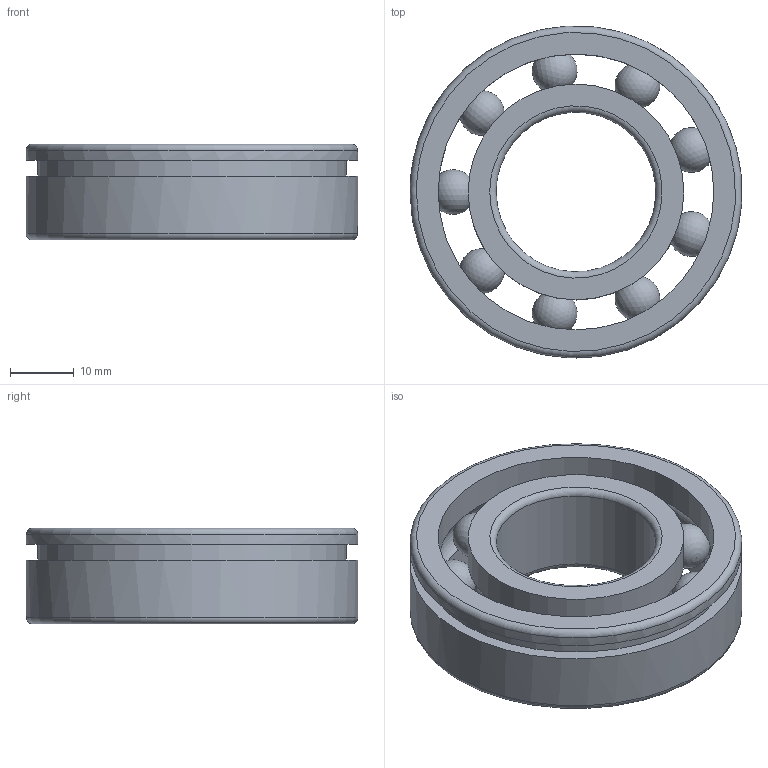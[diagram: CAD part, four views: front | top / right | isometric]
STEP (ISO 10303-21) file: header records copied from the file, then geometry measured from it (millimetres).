
FILE_DESCRIPTION( ('This file contains a STEP AP42 implementation' ,'as created by ZW3D STEP Interface translator.' ,'') ,'2;1' );
FILE_NAME( '蚾沓攫粣粣創.iam.stp' ,'251027.114759', (''), ('ZWCAD Software Co.'), 'Version 1.0', 'ZW3D to STEP translator', '' );
FILE_SCHEMA(('AUTOMOTIVE_DESIGN { 1 0 10303 214 1 1 1 1 }'));
Length unit declared in the file: millimetre
Products named in the file (4): 0; 蚾沓攫粣粣創.iam; 蚾沓攫粣粣創; 幗雄粣創 6205 N GB_T 276-94.ipt
Assembly tree (2 placements, depth 3):
  0
  蚾沓攫粣粣創.iam
    蚾沓攫粣粣創
      幗雄粣創 6205 N GB_T 276-94.ipt
Bounding box: 52 x 52 x 15 mm (x, y, z)
Volume: 15771.6 mm3; surface area: 11272.1 mm2
Topology: 11 solids, 11 shells, 45 faces, 117 edges, 78 vertices
Faces by surface type: torus 22, sphere 9, cylinder 8, plane 6
Full cylindrical faces by diameter (mm): 25 x1, 33.802 x2, 43.198 x2, 48.4 x1, 52 x2
Entity records: 1453 total; most frequent: DIRECTION 294, CARTESIAN_POINT 229, ORIENTED_EDGE 198, AXIS2_PLACEMENT_3D 143, EDGE_CURVE 99, CIRCLE 91, VERTEX_POINT 78, EDGE_LOOP 51
